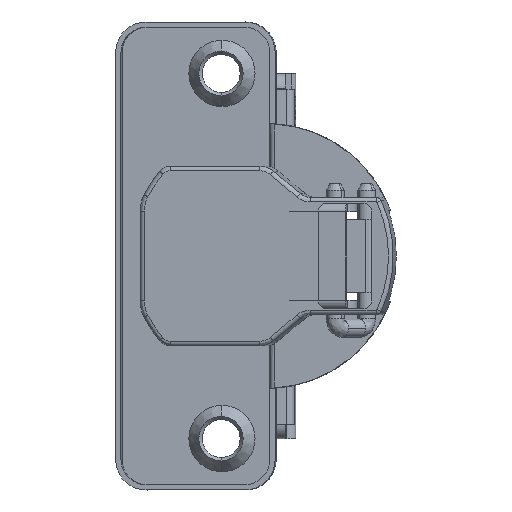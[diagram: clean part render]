
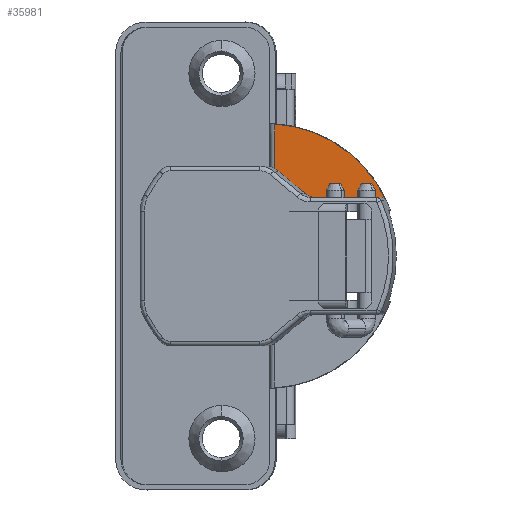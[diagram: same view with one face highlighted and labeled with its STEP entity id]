
A CAD part, left-side view. The second image highlights one B-rep face of the part: STEP entity #35981.
In plain terms, the highlighted face is planar.
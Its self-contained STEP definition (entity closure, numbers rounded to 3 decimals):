
#480 = CARTESIAN_POINT ( 'NONE',  ( 17.362, 0.007, 3.6 ) ) ;
#785 = ORIENTED_EDGE ( 'NONE', *, *, #12947, .T. ) ;
#1743 = EDGE_CURVE ( 'NONE', #36049, #16118, #36296, .T. ) ;
#3121 = DIRECTION ( 'NONE',  ( 0., 1., 0. ) ) ;
#3183 = DIRECTION ( 'NONE',  ( 0., 0., -1. ) ) ;
#3448 = DIRECTION ( 'NONE',  ( -1., 0., 0. ) ) ;
#3870 = LINE ( 'NONE', #14752, #43413 ) ;
#4901 = EDGE_CURVE ( 'NONE', #5467, #27958, #6476, .T. ) ;
#5096 = EDGE_CURVE ( 'NONE', #27958, #41542, #10929, .T. ) ;
#5353 = AXIS2_PLACEMENT_3D ( 'NONE', #42618, #31479, #16411 ) ;
#5467 = VERTEX_POINT ( 'NONE', #32733 ) ;
#6476 = LINE ( 'NONE', #21521, #47409 ) ;
#7157 = ORIENTED_EDGE ( 'NONE', *, *, #45220, .F. ) ;
#7932 = EDGE_LOOP ( 'NONE', ( #11610, #41445, #14496, #9563, #785, #28767, #7157 ) ) ;
#8763 = CARTESIAN_POINT ( 'NONE',  ( 7.293, -14.648, 3.6 ) ) ;
#9563 = ORIENTED_EDGE ( 'NONE', *, *, #1743, .T. ) ;
#10153 = AXIS2_PLACEMENT_3D ( 'NONE', #10359, #3183, #14769 ) ;
#10359 = CARTESIAN_POINT ( 'NONE',  ( 7., -14.012, 3.6 ) ) ;
#10929 = CIRCLE ( 'NONE', #10153, 0.7 ) ;
#11592 = DIRECTION ( 'NONE',  ( 0., 0., 1. ) ) ;
#11610 = ORIENTED_EDGE ( 'NONE', *, *, #4901, .T. ) ;
#11850 = DIRECTION ( 'NONE',  ( 1., 0., 0. ) ) ;
#12110 = CARTESIAN_POINT ( 'NONE',  ( 7.233, -14.736, 3.6 ) ) ;
#12945 = EDGE_CURVE ( 'NONE', #29556, #47547, #3870, .T. ) ;
#12947 = EDGE_CURVE ( 'NONE', #16118, #29556, #30778, .T. ) ;
#14496 = ORIENTED_EDGE ( 'NONE', *, *, #20678, .T. ) ;
#14752 = CARTESIAN_POINT ( 'NONE',  ( 11.145, -0.48, 3.6 ) ) ;
#14769 = DIRECTION ( 'NONE',  ( 0., 1., 0. ) ) ;
#15318 = CARTESIAN_POINT ( 'NONE',  ( 11.145, -0.48, 3.6 ) ) ;
#16118 = VERTEX_POINT ( 'NONE', #18432 ) ;
#16411 = DIRECTION ( 'NONE',  ( 0., 1., 0. ) ) ;
#17925 = DIRECTION ( 'NONE',  ( 0., 0., -1. ) ) ;
#18432 = CARTESIAN_POINT ( 'NONE',  ( 11.473, 0.007, 3.6 ) ) ;
#20678 = EDGE_CURVE ( 'NONE', #41542, #36049, #41647, .T. ) ;
#21521 = CARTESIAN_POINT ( 'NONE',  ( 7.7, -7.364, 3.6 ) ) ;
#24706 = CARTESIAN_POINT ( 'NONE',  ( 8.191, -4., 3.6 ) ) ;
#26585 = DIRECTION ( 'NONE',  ( 0., 1., 0. ) ) ;
#27919 = CIRCLE ( 'NONE', #43673, 2.1 ) ;
#27958 = VERTEX_POINT ( 'NONE', #40598 ) ;
#28233 = AXIS2_PLACEMENT_3D ( 'NONE', #12110, #11592, #11850 ) ;
#28767 = ORIENTED_EDGE ( 'NONE', *, *, #12945, .T. ) ;
#29556 = VERTEX_POINT ( 'NONE', #15318 ) ;
#29588 = DIRECTION ( 'NONE',  ( -0.643, -0.766, 0. ) ) ;
#30778 = CIRCLE ( 'NONE', #40264, 2.8 ) ;
#31479 = DIRECTION ( 'NONE',  ( 0., 0., 1. ) ) ;
#32733 = CARTESIAN_POINT ( 'NONE',  ( 7.7, -5.35, 3.6 ) ) ;
#33594 = FACE_OUTER_BOUND ( 'NONE', #7932, .T. ) ;
#35981 = ADVANCED_FACE ( 'NONE', ( #33594 ), #45444, .T. ) ;
#36049 = VERTEX_POINT ( 'NONE', #480 ) ;
#36211 = CARTESIAN_POINT ( 'NONE',  ( 9.8, -5.35, 3.6 ) ) ;
#36296 = LINE ( 'NONE', #37304, #42695 ) ;
#36601 = DIRECTION ( 'NONE',  ( 0., -1., 0. ) ) ;
#37304 = CARTESIAN_POINT ( 'NONE',  ( 14.434, 0.007, 3.6 ) ) ;
#37982 = CARTESIAN_POINT ( 'NONE',  ( 9., 1.32, 3.6 ) ) ;
#40264 = AXIS2_PLACEMENT_3D ( 'NONE', #37982, #41210, #26585 ) ;
#40598 = CARTESIAN_POINT ( 'NONE',  ( 7.7, -14.012, 3.6 ) ) ;
#41210 = DIRECTION ( 'NONE',  ( 0., 0., -1. ) ) ;
#41445 = ORIENTED_EDGE ( 'NONE', *, *, #5096, .T. ) ;
#41542 = VERTEX_POINT ( 'NONE', #8763 ) ;
#41647 = CIRCLE ( 'NONE', #5353, 17.4 ) ;
#42618 = CARTESIAN_POINT ( 'NONE',  ( 0., 1.15, 3.6 ) ) ;
#42695 = VECTOR ( 'NONE', #3448, 1000. ) ;
#43413 = VECTOR ( 'NONE', #29588, 1000. ) ;
#43673 = AXIS2_PLACEMENT_3D ( 'NONE', #36211, #17925, #3121 ) ;
#45220 = EDGE_CURVE ( 'NONE', #5467, #47547, #27919, .T. ) ;
#45444 = PLANE ( 'NONE',  #28233 ) ;
#47409 = VECTOR ( 'NONE', #36601, 1000. ) ;
#47547 = VERTEX_POINT ( 'NONE', #24706 ) ;
